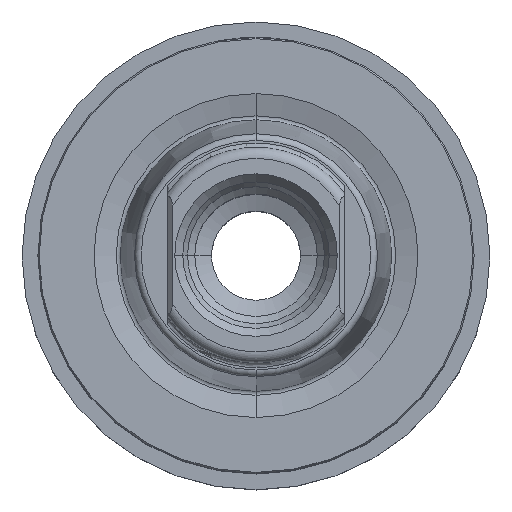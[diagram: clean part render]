
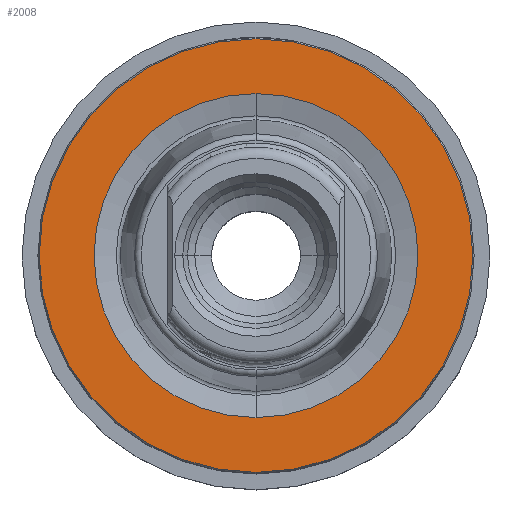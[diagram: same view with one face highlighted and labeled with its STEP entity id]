
A CAD part, top view. The second image highlights one B-rep face of the part: STEP entity #2008.
In plain terms, the highlighted planar face has unit normal (0, 0, 1).
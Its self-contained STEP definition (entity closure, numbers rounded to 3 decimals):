
#745=CARTESIAN_POINT('',(0.,0.,0.));
#746=DIRECTION('',(0.,0.,1.));
#747=DIRECTION('',(0.,-1.,0.));
#748=AXIS2_PLACEMENT_3D('',#745,#746,#747);
#753=CARTESIAN_POINT('',(0.,0.,0.));
#754=DIRECTION('',(0.,0.,-1.));
#755=DIRECTION('',(0.,-1.,0.));
#756=AXIS2_PLACEMENT_3D('',#753,#754,#755);
#761=CARTESIAN_POINT('',(0.,0.,0.));
#762=DIRECTION('',(0.,0.,1.));
#763=DIRECTION('',(0.,-1.,0.));
#764=AXIS2_PLACEMENT_3D('',#761,#762,#763);
#769=CARTESIAN_POINT('',(0.,0.,0.));
#770=DIRECTION('',(0.,0.,-1.));
#771=DIRECTION('',(0.,-1.,0.));
#772=AXIS2_PLACEMENT_3D('',#769,#770,#771);
#1261=CARTESIAN_POINT('',(0.,-7.278,0.));
#1263=VERTEX_POINT('',#1261);
#1275=CARTESIAN_POINT('',(0.,7.278,0.));
#1277=VERTEX_POINT('',#1275);
#1294=CARTESIAN_POINT('',(0.,-9.742,0.));
#1296=VERTEX_POINT('',#1294);
#1298=CARTESIAN_POINT('',(0.,9.742,0.));
#1300=VERTEX_POINT('',#1298);
#1993=CARTESIAN_POINT('',(0.,0.,0.));
#1994=DIRECTION('',(0.,0.,-1.));
#1995=DIRECTION('',(0.,1.,0.));
#1996=AXIS2_PLACEMENT_3D('',#1993,#1994,#1995);
#1997=PLANE('',#1996);
#1999=ORIENTED_EDGE('',*,*,#1998,.F.);
#2001=ORIENTED_EDGE('',*,*,#2000,.T.);
#2002=EDGE_LOOP('',(#1999,#2001));
#2003=FACE_OUTER_BOUND('',#2002,.F.);
#2004=ORIENTED_EDGE('',*,*,#1986,.F.);
#2005=ORIENTED_EDGE('',*,*,#1975,.T.);
#2006=EDGE_LOOP('',(#2004,#2005));
#2007=FACE_BOUND('',#2006,.F.);
#749=CIRCLE('',#748,7.278);
#757=CIRCLE('',#756,7.278);
#765=CIRCLE('',#764,9.742);
#773=CIRCLE('',#772,9.742);
#1975=EDGE_CURVE('',#1263,#1277,#749,.T.);
#1986=EDGE_CURVE('',#1263,#1277,#757,.T.);
#1998=EDGE_CURVE('',#1296,#1300,#765,.T.);
#2000=EDGE_CURVE('',#1296,#1300,#773,.T.);
#2008=ADVANCED_FACE('',(#2003,#2007),#1997,.F.);
